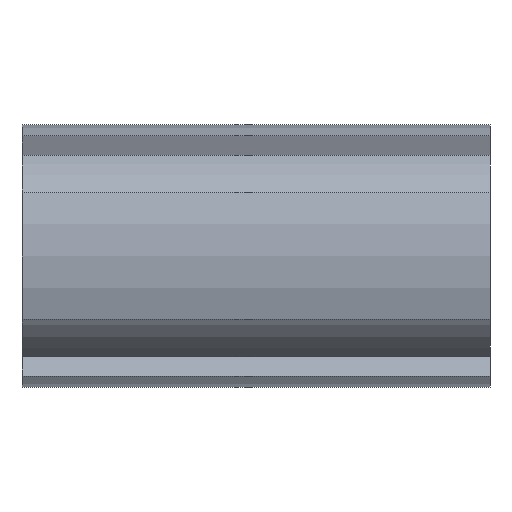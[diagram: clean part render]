
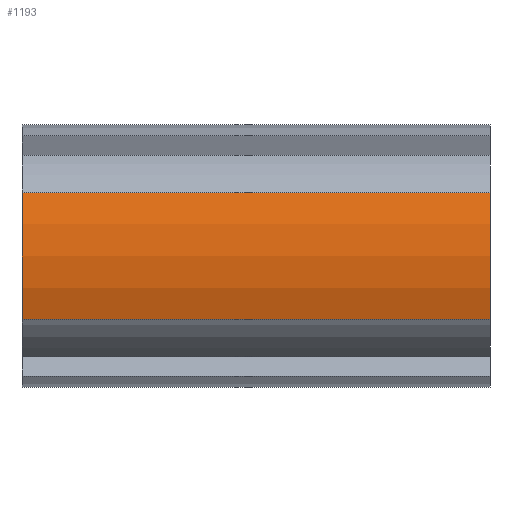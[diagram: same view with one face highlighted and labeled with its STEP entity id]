
A CAD part, left-side view. The second image highlights one B-rep face of the part: STEP entity #1193.
In plain terms, the highlighted cylindrical face has radius 20 mm (diameter 40 mm), a partial arc.
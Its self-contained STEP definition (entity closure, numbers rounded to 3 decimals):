
#37=CYLINDRICAL_SURFACE('',#1307,20.);
#95=FACE_OUTER_BOUND('',#165,.T.);
#165=EDGE_LOOP('',(#1048,#1049,#1050,#1051));
#184=CIRCLE('',#1215,20.);
#222=CIRCLE('',#1268,20.);
#344=LINE('',#1994,#466);
#345=LINE('',#1996,#467);
#466=VECTOR('',#1626,50.);
#467=VECTOR('',#1629,50.);
#483=VERTEX_POINT('',#1683);
#484=VERTEX_POINT('',#1685);
#565=VERTEX_POINT('',#1876);
#566=VERTEX_POINT('',#1878);
#599=EDGE_CURVE('',#484,#483,#184,.T.);
#695=EDGE_CURVE('',#565,#566,#222,.T.);
#756=EDGE_CURVE('',#484,#565,#344,.T.);
#757=EDGE_CURVE('',#483,#566,#345,.T.);
#1048=ORIENTED_EDGE('',*,*,#757,.T.);
#1049=ORIENTED_EDGE('',*,*,#695,.F.);
#1050=ORIENTED_EDGE('',*,*,#756,.F.);
#1051=ORIENTED_EDGE('',*,*,#599,.T.);
#1193=ADVANCED_FACE('',(#95),#37,.T.);
#1215=AXIS2_PLACEMENT_3D('',#1686,#1335,#1336);
#1268=AXIS2_PLACEMENT_3D('',#1879,#1499,#1500);
#1307=AXIS2_PLACEMENT_3D('',#1995,#1627,#1628);
#1335=DIRECTION('center_axis',(0.,1.,0.));
#1336=DIRECTION('ref_axis',(-0.941,0.,-0.338));
#1499=DIRECTION('center_axis',(0.,1.,0.));
#1500=DIRECTION('ref_axis',(-0.941,0.,-0.338));
#1626=DIRECTION('',(0.,1.,0.));
#1627=DIRECTION('center_axis',(0.,1.,0.));
#1628=DIRECTION('ref_axis',(0.,0.,-1.));
#1629=DIRECTION('',(0.,1.,0.));
#1683=CARTESIAN_POINT('',(-12.827,-25.,6.75));
#1685=CARTESIAN_POINT('',(-12.827,-25.,-6.75));
#1686=CARTESIAN_POINT('Origin',(6.,-25.,0.));
#1876=CARTESIAN_POINT('',(-12.827,25.,-6.75));
#1878=CARTESIAN_POINT('',(-12.827,25.,6.75));
#1879=CARTESIAN_POINT('Origin',(6.,25.,0.));
#1994=CARTESIAN_POINT('',(-12.827,-25.,-6.75));
#1995=CARTESIAN_POINT('Origin',(6.,-25.,0.));
#1996=CARTESIAN_POINT('',(-12.827,-25.,6.75));
